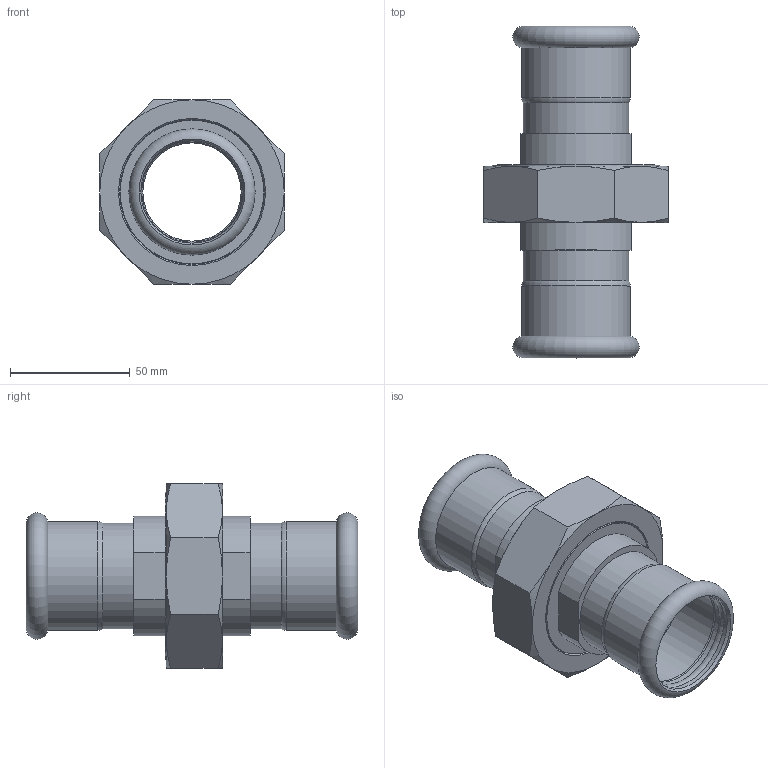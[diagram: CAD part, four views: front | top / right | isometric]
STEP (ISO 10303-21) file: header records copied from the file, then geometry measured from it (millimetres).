
FILE_DESCRIPTION(/* description */ ('Bocchettone Sede Conica a Press. DN42'),/* implementation_level */ '2;1');
FILE_NAME(/* name */ '184042000_Inoxpres.stp',/* time_stamp */ '2022-10-11T12:29:14+02:00',/* author */ ('Vault'),/* organization */ ('Raccorderie metalliche s.p.a. '),/* preprocessor_version */ 'ST-DEVELOPER v18.1',/* originating_system */ 'Autodesk Inventor 2020',/* authorisation */ 'Raccorderie metalliche s.p.a. ');
FILE_SCHEMA (('AUTOMOTIVE_DESIGN { 1 0 10303 214 3 1 1 }'));
Length unit declared in the file: millimetre
Products named in the file (1): 184042000_Inoxpres
Bounding box: 77 x 138.5 x 77 mm (x, y, z)
Volume: 111467.1 mm3; surface area: 60021.2 mm2
Topology: 1 solids, 1 shells, 84 faces, 227 edges, 155 vertices
Faces by surface type: cone 24, plane 24, cylinder 22, torus 14
Full cylindrical faces by diameter (mm): 41 x2, 42.4 x2, 42.7 x4, 44 x2, 45.4 x2, 48.8 x1, 60 x1, 60.4 x1, 66.6 x1, 67 x1, 69.96 x1
Entity records: 2757 total; most frequent: CARTESIAN_POINT 531, DIRECTION 510, ORIENTED_EDGE 454, AXIS2_PLACEMENT_3D 230, EDGE_CURVE 227, VERTEX_POINT 155, CIRCLE 145, EDGE_LOOP 96
